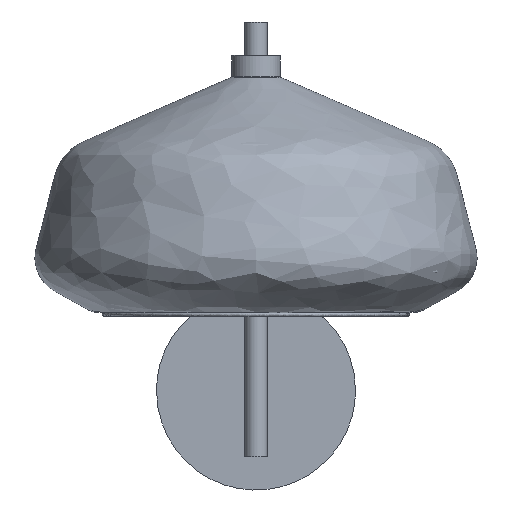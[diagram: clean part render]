
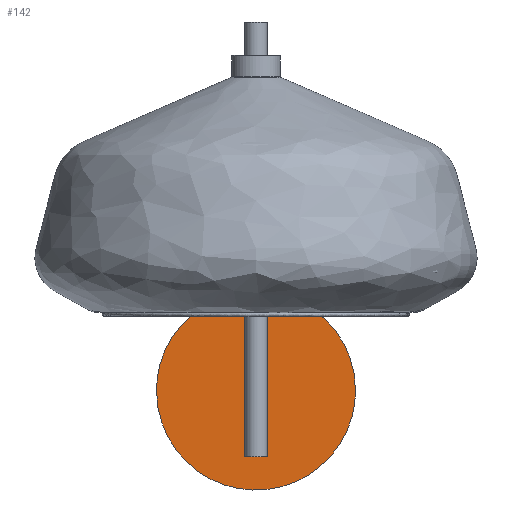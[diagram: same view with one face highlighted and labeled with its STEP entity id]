
A CAD part, front view. The second image highlights one B-rep face of the part: STEP entity #142.
In plain terms, the highlighted planar face has unit normal (0, -1, 0).
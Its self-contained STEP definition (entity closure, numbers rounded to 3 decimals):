
#25=PLANE('',#714);
#142=ADVANCED_FACE('',(#189),#25,.T.);
#189=FACE_OUTER_BOUND('',#236,.T.);
#236=EDGE_LOOP('',(#404,#405));
#404=ORIENTED_EDGE('',*,*,#498,.T.);
#405=ORIENTED_EDGE('',*,*,#501,.T.);
#498=EDGE_CURVE('',#645,#647,#590,.T.);
#501=EDGE_CURVE('',#647,#645,#593,.T.);
#590=(
BOUNDED_CURVE()
B_SPLINE_CURVE(2,(#2069,#2070,#2071,#2072,#2073),.UNSPECIFIED.,.F.,.F.)
B_SPLINE_CURVE_WITH_KNOTS((3,2,3),(0.,70.686,141.372),
 .UNSPECIFIED.)
CURVE()
GEOMETRIC_REPRESENTATION_ITEM()
RATIONAL_B_SPLINE_CURVE((1.,0.707,1.,0.707,1.))
REPRESENTATION_ITEM('')
);
#593=(
BOUNDED_CURVE()
B_SPLINE_CURVE(2,(#2081,#2082,#2083,#2084,#2085),.UNSPECIFIED.,.F.,.F.)
B_SPLINE_CURVE_WITH_KNOTS((3,2,3),(141.372,212.058,282.743),
 .UNSPECIFIED.)
CURVE()
GEOMETRIC_REPRESENTATION_ITEM()
RATIONAL_B_SPLINE_CURVE((1.,0.707,1.,0.707,1.))
REPRESENTATION_ITEM('')
);
#645=VERTEX_POINT('',#2059);
#647=VERTEX_POINT('',#2061);
#714=AXIS2_PLACEMENT_3D('',#2047,#723,$);
#723=DIRECTION('',(0.,-1.,0.));
#2047=CARTESIAN_POINT('',(-1483.951,105.,73.196));
#2059=CARTESIAN_POINT('',(-1382.701,105.,129.446));
#2061=CARTESIAN_POINT('',(-1472.701,105.,129.446));
#2069=CARTESIAN_POINT('',(-1382.701,105.,129.446));
#2070=CARTESIAN_POINT('',(-1382.701,105.,174.446));
#2071=CARTESIAN_POINT('',(-1427.701,105.,174.446));
#2072=CARTESIAN_POINT('',(-1472.701,105.,174.446));
#2073=CARTESIAN_POINT('',(-1472.701,105.,129.446));
#2081=CARTESIAN_POINT('',(-1472.701,105.,129.446));
#2082=CARTESIAN_POINT('',(-1472.701,105.,84.446));
#2083=CARTESIAN_POINT('',(-1427.701,105.,84.446));
#2084=CARTESIAN_POINT('',(-1382.701,105.,84.446));
#2085=CARTESIAN_POINT('',(-1382.701,105.,129.446));
